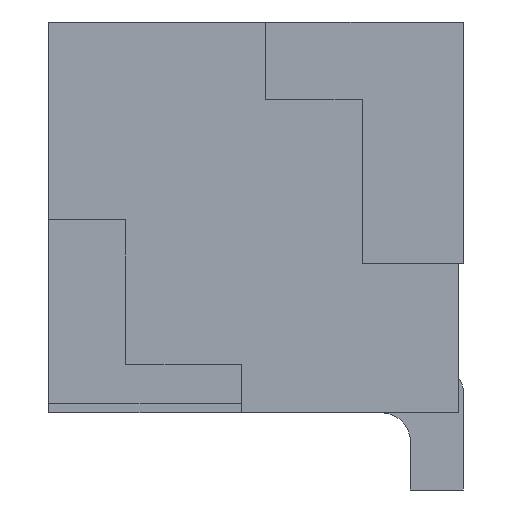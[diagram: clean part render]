
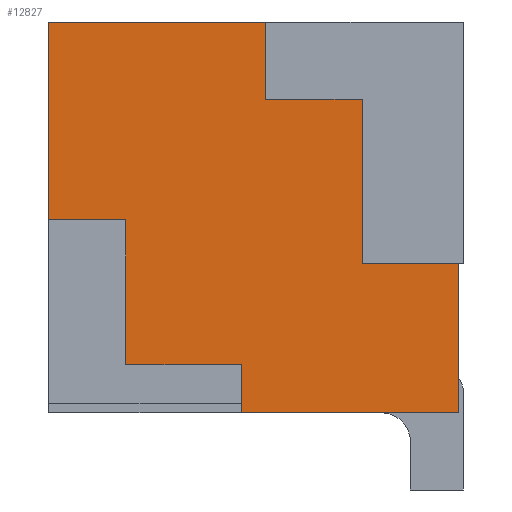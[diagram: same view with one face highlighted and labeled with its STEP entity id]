
A CAD part, left-side view. The second image highlights one B-rep face of the part: STEP entity #12827.
In plain terms, the highlighted planar face has unit normal (-1, 0, 0).
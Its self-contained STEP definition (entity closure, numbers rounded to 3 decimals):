
#12454=CARTESIAN_POINT('',(-11.0,0.0,-2.025));
#12455=VERTEX_POINT('',#12454);
#12462=CARTESIAN_POINT('',(-11.0,2.25,-2.025));
#12463=VERTEX_POINT('',#12462);
#12464=CARTESIAN_POINT('',(-11.0,4.25,-2.025));
#12465=DIRECTION('',(0.0,-1.0,0.0));
#12466=VECTOR('',#12465,1.0);
#12467=LINE('',#12464,#12466);
#12468=EDGE_CURVE('n� 981',#12463,#12455,#12467,.T.);
#12704=CARTESIAN_POINT('',(-11.0,4.25,-0.025));
#12705=VERTEX_POINT('',#12704);
#12712=CARTESIAN_POINT('',(-11.0,4.25,2.025));
#12713=VERTEX_POINT('',#12712);
#12714=CARTESIAN_POINT('',(-11.0,4.25,2.025));
#12715=DIRECTION('',(0.0,0.0,1.0));
#12716=VECTOR('',#12715,1.0);
#12717=LINE('',#12714,#12716);
#12718=EDGE_CURVE('n� 978',#12705,#12713,#12717,.T.);
#12742=CARTESIAN_POINT('',(-11.0,1.0,1.225));
#12743=VERTEX_POINT('',#12742);
#12744=CARTESIAN_POINT('',(-11.0,2.0,1.225));
#12745=VERTEX_POINT('',#12744);
#12746=CARTESIAN_POINT('',(-11.0,2.0,1.225));
#12747=DIRECTION('',(0.0,1.0,0.0));
#12748=VECTOR('',#12747,1.0);
#12749=LINE('',#12746,#12748);
#12750=EDGE_CURVE('n� 2179',#12743,#12745,#12749,.T.);
#12751=ORIENTED_EDGE('',*,*,#12750,.T.);
#12752=CARTESIAN_POINT('',(-11.0,2.0,2.025));
#12753=VERTEX_POINT('',#12752);
#12754=CARTESIAN_POINT('',(-11.0,2.0,2.025));
#12755=DIRECTION('',(0.0,0.0,1.0));
#12756=VECTOR('',#12755,1.0);
#12757=LINE('',#12754,#12756);
#12758=EDGE_CURVE('n� 2176',#12745,#12753,#12757,.T.);
#12759=ORIENTED_EDGE('',*,*,#12758,.T.);
#12760=CARTESIAN_POINT('',(-11.0,4.25,2.025));
#12761=DIRECTION('',(-0.0,-1.0,0.0));
#12762=VECTOR('',#12761,1.0);
#12763=LINE('',#12760,#12762);
#12764=EDGE_CURVE('n� 75',#12713,#12753,#12763,.T.);
#12765=ORIENTED_EDGE('',*,*,#12764,.F.);
#12766=ORIENTED_EDGE('',*,*,#12718,.F.);
#12767=CARTESIAN_POINT('',(-11.0,3.45,-0.025));
#12768=VERTEX_POINT('',#12767);
#12769=CARTESIAN_POINT('',(-11.0,3.45,-0.025));
#12770=DIRECTION('',(0.0,1.0,0.0));
#12771=VECTOR('',#12770,1.0);
#12772=LINE('',#12769,#12771);
#12773=EDGE_CURVE('n� 1046',#12768,#12705,#12772,.T.);
#12774=ORIENTED_EDGE('',*,*,#12773,.F.);
#12775=CARTESIAN_POINT('',(-11.0,3.45,-1.525));
#12776=VERTEX_POINT('',#12775);
#12777=CARTESIAN_POINT('',(-11.0,3.45,-1.525));
#12778=DIRECTION('',(0.0,0.0,1.0));
#12779=VECTOR('',#12778,1.0);
#12780=LINE('',#12777,#12779);
#12781=EDGE_CURVE('n� 1061',#12776,#12768,#12780,.T.);
#12782=ORIENTED_EDGE('',*,*,#12781,.F.);
#12783=CARTESIAN_POINT('',(-11.0,2.25,-1.525));
#12784=VERTEX_POINT('',#12783);
#12785=CARTESIAN_POINT('',(-11.0,2.25,-1.525));
#12786=DIRECTION('',(0.0,1.0,0.0));
#12787=VECTOR('',#12786,1.0);
#12788=LINE('',#12785,#12787);
#12789=EDGE_CURVE('n� 1058',#12784,#12776,#12788,.T.);
#12790=ORIENTED_EDGE('',*,*,#12789,.F.);
#12791=CARTESIAN_POINT('',(-11.0,2.25,-2.025));
#12792=DIRECTION('',(0.0,0.0,1.0));
#12793=VECTOR('',#12792,1.0);
#12794=LINE('',#12791,#12793);
#12795=EDGE_CURVE('n� 1055',#12463,#12784,#12794,.T.);
#12796=ORIENTED_EDGE('',*,*,#12795,.F.);
#12797=ORIENTED_EDGE('',*,*,#12468,.T.);
#12798=CARTESIAN_POINT('',(-11.0,0.0,-0.475));
#12799=VERTEX_POINT('',#12798);
#12800=CARTESIAN_POINT('',(-11.0,0.0,2.025));
#12801=DIRECTION('',(-0.0,0.0,1.0));
#12802=VECTOR('',#12801,1.0);
#12803=LINE('',#12800,#12802);
#12804=EDGE_CURVE('n� 49',#12455,#12799,#12803,.T.);
#12805=ORIENTED_EDGE('',*,*,#12804,.T.);
#12806=CARTESIAN_POINT('',(-11.0,1.0,-0.475));
#12807=VERTEX_POINT('',#12806);
#12808=CARTESIAN_POINT('',(-11.0,1.0,-0.475));
#12809=DIRECTION('',(0.0,1.0,0.0));
#12810=VECTOR('',#12809,1.0);
#12811=LINE('',#12808,#12810);
#12812=EDGE_CURVE('n� 2185',#12799,#12807,#12811,.T.);
#12813=ORIENTED_EDGE('',*,*,#12812,.T.);
#12814=CARTESIAN_POINT('',(-11.0,1.0,1.225));
#12815=DIRECTION('',(0.0,0.0,1.0));
#12816=VECTOR('',#12815,1.0);
#12817=LINE('',#12814,#12816);
#12818=EDGE_CURVE('n� 2182',#12807,#12743,#12817,.T.);
#12819=ORIENTED_EDGE('',*,*,#12818,.T.);
#12820=EDGE_LOOP('',(
    #12751,#12759,#12765,#12766,#12774,#12782,#12790,#12796,#12797,#12805,
    #12813,#12819));
#12821=FACE_OUTER_BOUND('',#12820,.T.);
#12822=CARTESIAN_POINT('',(-11.0,4.25,2.025));
#12823=DIRECTION('',(1.0,-0.0,0.0));
#12824=DIRECTION('',(0.0,0.0,-1.0));
#12825=AXIS2_PLACEMENT_3D('',#12822,#12823,#12824);
#12826=PLANE('',#12825);
#12827=ADVANCED_FACE('n� 81',(#12821),#12826,.F.);
